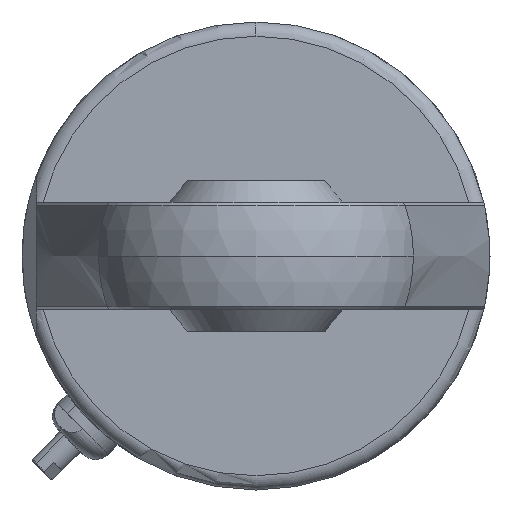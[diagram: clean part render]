
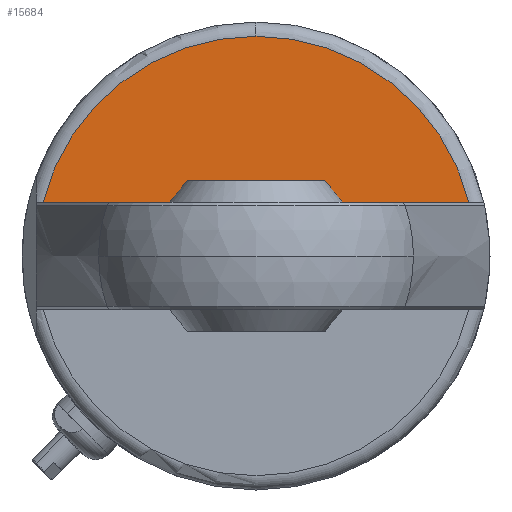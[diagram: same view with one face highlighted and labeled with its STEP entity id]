
A CAD part, left-side view. The second image highlights one B-rep face of the part: STEP entity #15684.
In plain terms, the highlighted planar face has unit normal (-1, 0, 0).
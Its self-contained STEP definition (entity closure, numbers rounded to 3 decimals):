
#445 = CARTESIAN_POINT ( 'NONE',  ( -44.5, 38.573, 7.5 ) ) ;
#1278 = DIRECTION ( 'NONE',  ( 0., 0., 1. ) ) ;
#3053 = CARTESIAN_POINT ( 'NONE',  ( -44.5, 0., 0. ) ) ;
#3157 = CARTESIAN_POINT ( 'NONE',  ( -44.5, 29.77, 7.5 ) ) ;
#3942 = ORIENTED_EDGE ( 'NONE', *, *, #18907, .T. ) ;
#6405 = VERTEX_POINT ( 'NONE', #21509 ) ;
#7246 = DIRECTION ( 'NONE',  ( -1., 0., 0. ) ) ;
#8586 = DIRECTION ( 'NONE',  ( 0., 0., 1. ) ) ;
#9775 = VECTOR ( 'NONE', #27198, 1000. ) ;
#10252 = CARTESIAN_POINT ( 'NONE',  ( -44.5, 0., 0. ) ) ;
#10349 = EDGE_LOOP ( 'NONE', ( #35086, #24348, #3942 ) ) ;
#12186 = PLANE ( 'NONE',  #13002 ) ;
#12557 = EDGE_CURVE ( 'NONE', #21084, #20937, #33395, .T. ) ;
#12696 = CIRCLE ( 'NONE', #29308, 30.7 ) ;
#13002 = AXIS2_PLACEMENT_3D ( 'NONE', #24381, #36569, #8586 ) ;
#13670 = CIRCLE ( 'NONE', #36003, 30.7 ) ;
#15684 = ADVANCED_FACE ( 'NONE', ( #35967 ), #12186, .T. ) ;
#18907 = EDGE_CURVE ( 'NONE', #6405, #21084, #12696, .T. ) ;
#20937 = VERTEX_POINT ( 'NONE', #27115 ) ;
#21084 = VERTEX_POINT ( 'NONE', #3157 ) ;
#21416 = DIRECTION ( 'NONE',  ( 0., 0., 1. ) ) ;
#21509 = CARTESIAN_POINT ( 'NONE',  ( -44.5, 0., 30.7 ) ) ;
#24348 = ORIENTED_EDGE ( 'NONE', *, *, #25091, .T. ) ;
#24381 = CARTESIAN_POINT ( 'NONE',  ( -44.5, -37., 7.5 ) ) ;
#25091 = EDGE_CURVE ( 'NONE', #20937, #6405, #13670, .T. ) ;
#27115 = CARTESIAN_POINT ( 'NONE',  ( -44.5, -29.77, 7.5 ) ) ;
#27198 = DIRECTION ( 'NONE',  ( 0., -1., 0. ) ) ;
#29308 = AXIS2_PLACEMENT_3D ( 'NONE', #10252, #7246, #1278 ) ;
#33395 = LINE ( 'NONE', #445, #9775 ) ;
#35086 = ORIENTED_EDGE ( 'NONE', *, *, #12557, .T. ) ;
#35967 = FACE_OUTER_BOUND ( 'NONE', #10349, .T. ) ;
#36003 = AXIS2_PLACEMENT_3D ( 'NONE', #3053, #37204, #21416 ) ;
#36569 = DIRECTION ( 'NONE',  ( -1., 0., 0. ) ) ;
#37204 = DIRECTION ( 'NONE',  ( -1., 0., 0. ) ) ;
